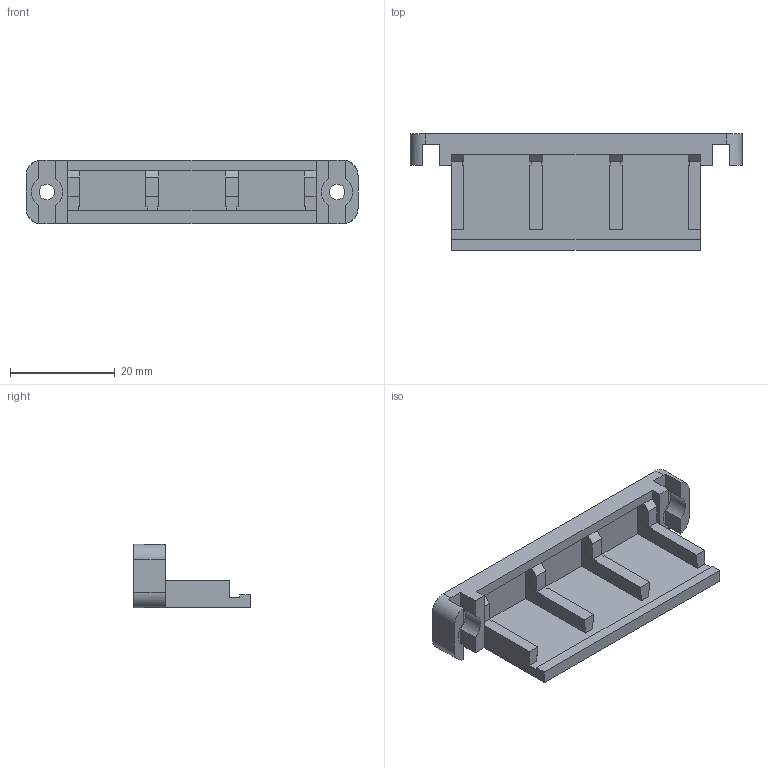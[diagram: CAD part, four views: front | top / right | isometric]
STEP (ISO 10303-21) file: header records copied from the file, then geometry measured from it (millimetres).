
FILE_DESCRIPTION(/* description */ (''),/* implementation_level */ '2;1');
FILE_NAME(/* name */ 'WAGO_221-411_3x2-mount_screw v1.step',/* time_stamp */ '2020-10-06T11:19:44+02:00',/* author */ (''),/* organization */ (''),/* preprocessor_version */ 'ST-DEVELOPER v18.1',/* originating_system */ 'Autodesk Translation Framework v9.3.0.1241',/* authorisation */ '');
FILE_SCHEMA (('AUTOMOTIVE_DESIGN { 1 0 10303 214 3 1 1 }'));
Length unit declared in the file: millimetre
Products named in the file (1): WAGO_221-411_3x2-mount_screw
Bounding box: 63.45 x 22.25 x 12.2 mm (x, y, z)
Volume: 4610.3 mm3; surface area: 4949.2 mm2
Topology: 1 solids, 1 shells, 104 faces, 292 edges, 190 vertices
Faces by surface type: plane 94, cylinder 10
Full cylindrical faces by diameter (mm): 3 x2
Entity records: 3410 total; most frequent: CARTESIAN_POINT 587, ORIENTED_EDGE 584, DIRECTION 526, EDGE_CURVE 292, LINE 268, VECTOR 268, VERTEX_POINT 190, AXIS2_PLACEMENT_3D 129
